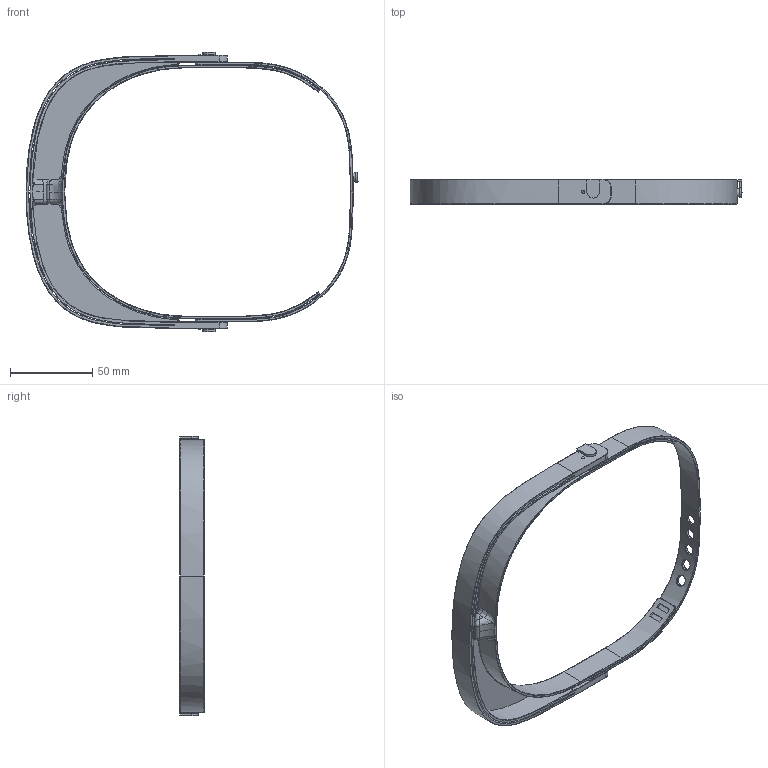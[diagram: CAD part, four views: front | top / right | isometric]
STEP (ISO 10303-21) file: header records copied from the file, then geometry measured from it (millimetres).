
FILE_DESCRIPTION(/* description */ (''),/* implementation_level */ '2;1');
FILE_NAME(/* name */ 'Visera 3 v3.step',/* time_stamp */ '2020-03-17T19:14:06+00:00',/* author */ (''),/* organization */ (''),/* preprocessor_version */ 'ST-DEVELOPER v18',/* originating_system */ 'Autodesk Translation Framework v8.12.0.6',/* authorisation */ '');
FILE_SCHEMA (('AUTOMOTIVE_DESIGN { 1 0 10303 214 3 1 1 }'));
Length unit declared in the file: millimetre
Products named in the file (5): Visera 3; Apoyo; Sujecion Visera; Derecha; izquierda
Assembly tree (4 placements, depth 2):
  Visera 3
    Apoyo
    Sujecion Visera
    Derecha
    izquierda
Bounding box: 202.27 x 15 x 170.34 mm (x, y, z)
Volume: 38171.5 mm3; surface area: 52411.8 mm2
Topology: 5 solids, 5 shells, 329 faces, 809 edges, 495 vertices
Faces by surface type: bspline 139, plane 122, cylinder 46, cone 16, torus 4, sphere 2
Full cylindrical faces by diameter (mm): 6 x2, 6.2 x5, 6.5 x4
Entity records: 17764 total; most frequent: CARTESIAN_POINT 10818, ORIENTED_EDGE 1610, DIRECTION 1023, EDGE_CURVE 805, VERTEX_POINT 495, LINE 369, VECTOR 369, EDGE_LOOP 366
